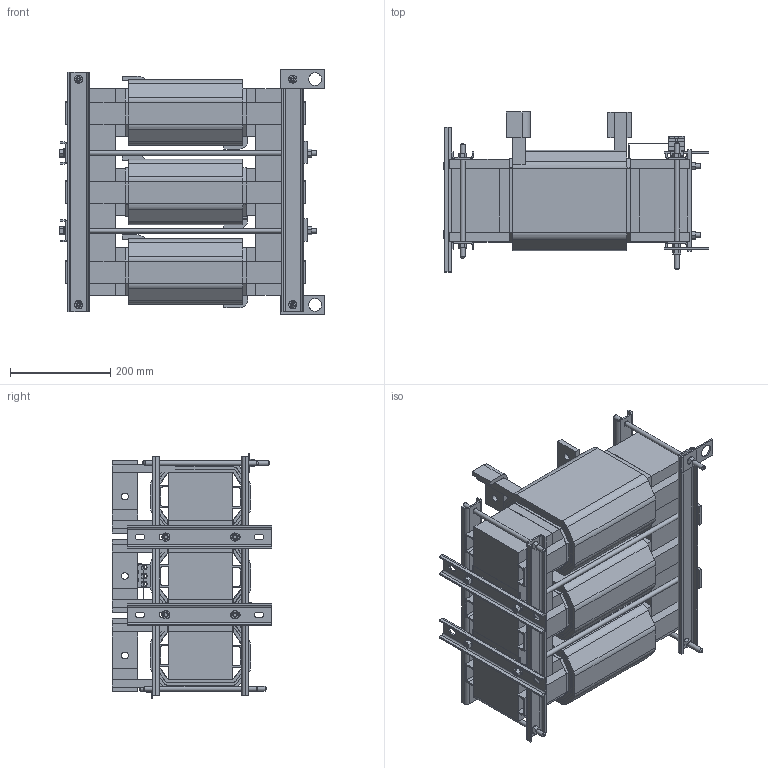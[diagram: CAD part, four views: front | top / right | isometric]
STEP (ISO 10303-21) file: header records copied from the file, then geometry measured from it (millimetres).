
FILE_DESCRIPTION(/* description */ (''),/* implementation_level */ '2;1');
FILE_NAME(/* name */ 'KTRMG480A.stp',/* time_stamp */ '2020-08-03T08:37:37-05:00',/* author */ ('jnelson'),/* organization */ (''),/* preprocessor_version */ 'ST-DEVELOPER v17',/* originating_system */ 'Autodesk Inventor 2019',/* authorisation */ '');
FILE_SCHEMA (('AUTOMOTIVE_DESIGN { 1 0 10303 214 3 1 1 }'));
Length unit declared in the file: inch
Products named in the file (26): KTRMG480A; 24163; 25684; 22875; 25938; 23222; 14821; 31642; 31003 - Bracket; 30097- LARGE  BLANK  (REACTOR); 22558; 12198; 12561; 11626; 15309; 20783; 22689; 29477-KTRMG362AMSX1; 28453; 28453_1; 11923insert-hex head; 11923-1; 11923-HEX SCREW; 14331 WIRING KTRMG362AMS; 14331 WIRING KTRMG362AMS Short Bend; 31615
Assembly tree (70 placements, depth 4):
  KTRMG480A
    22875  x2
    24163  x3
    25684  x2
    25938  x4
    23222  x2
    14821  x4
    31642
      22558
      31003 - Bracket
    22558  x3
    12198  x2
    20783  x6
    11626  x18
    30097- LARGE  BLANK  (REACTOR)
    12561  x2
    15309  x2
    22689  x2
    29477-KTRMG362AMSX1
    28453
      28453_1
      11923insert-hex head  x3
        11923-1
        11923-HEX SCREW
    14331 WIRING KTRMG362AMS  x2
    14331 WIRING KTRMG362AMS Short Bend  x2
    31615
Bounding box: 529.84 x 319.22 x 489.2 mm (x, y, z)
Volume: 28699668.5 mm3; surface area: 4500684.7 mm2
Topology: 78 solids, 78 shells, 3771 faces, 10147 edges, 6547 vertices
Faces by surface type: plane 1778, cylinder 1713, bspline 214, cone 62, sphere 4
Full cylindrical faces by diameter (mm): 1.524 x10, 4.166 x2, 4.496 x3, 4.724 x2, 5.172 x30, 5.436 x2, 5.602 x4, 6.35 x30, 6.564 x4, 6.604 x6, 7.01 x6, 7.798 x18, 9.267 x4, 9.525 x8, 9.652 x2, 13.462 x6, 25.4 x2
Entity records: 43095 total; most frequent: CARTESIAN_POINT 11725, ORIENTED_EDGE 6590, DIRECTION 5708, EDGE_CURVE 3295, LINE 2238, VECTOR 2238, VERTEX_POINT 2159, AXIS2_PLACEMENT_3D 1735
